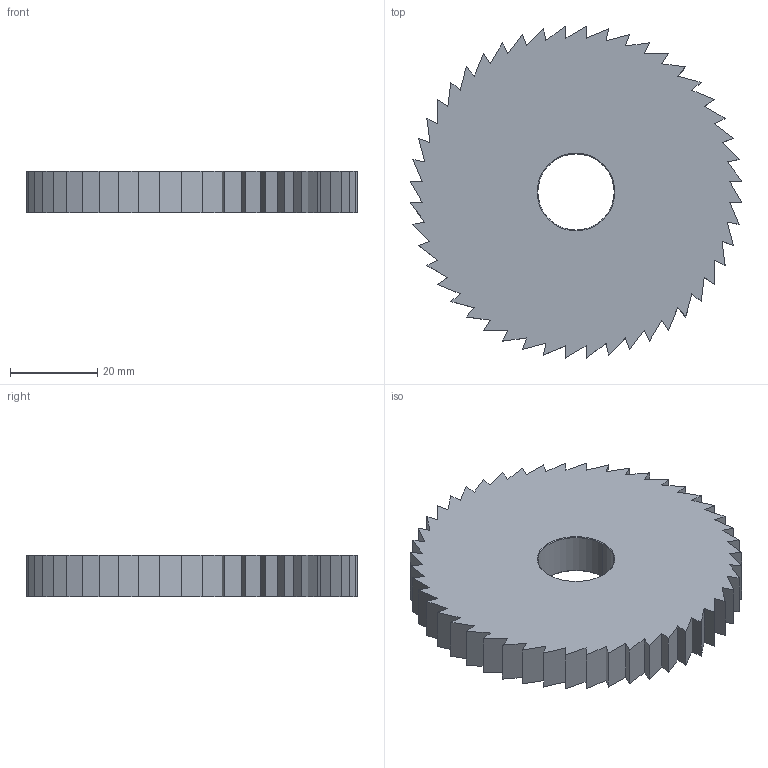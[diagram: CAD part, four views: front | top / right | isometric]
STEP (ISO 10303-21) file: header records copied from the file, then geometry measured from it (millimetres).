
FILE_DESCRIPTION (( 'STEP AP203' ), '1' );
FILE_NAME ('6283K22.step', '2015-09-18T13:45:59', ( '' ), ( '' ), 'SwSTEP 2.0', 'SolidWorks 2010', '' );
FILE_SCHEMA (( 'CONFIG_CONTROL_DESIGN' ));
Length unit declared in the file: inch
Products named in the file (1): 6283K22
Bounding box: 76.04 x 76.04 x 9.53 mm (x, y, z)
Volume: 37876 mm3; surface area: 12267.8 mm2
Topology: 1 solids, 1 shells, 104 faces, 302 edges, 200 vertices
Faces by surface type: plane 98, cone 4, cylinder 2
Entity records: 3445 total; most frequent: CARTESIAN_POINT 607, ORIENTED_EDGE 604, DIRECTION 520, EDGE_CURVE 302, VECTOR 294, LINE 294, VERTEX_POINT 200, AXIS2_PLACEMENT_3D 113
